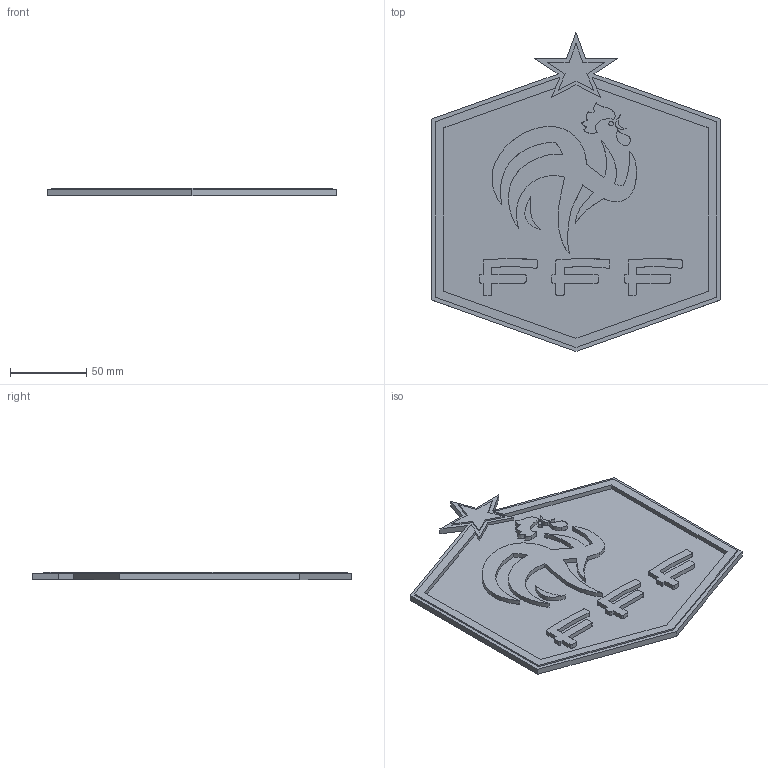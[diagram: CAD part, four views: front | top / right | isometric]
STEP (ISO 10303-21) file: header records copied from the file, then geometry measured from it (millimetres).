
FILE_DESCRIPTION((' '),'2;1');
FILE_NAME( 'France National Football Team.stp', '2017-08-23T19:39:37', (' '), ('--- Datakit www.datakit.com---'), ' Datakit CrossCadWare V2017.3 Jul 17 2017', 'DATAKIT 2017 (c)', ' ');
FILE_SCHEMA(('AP242_MANAGED_MODEL_BASED_3D_ENGINEERING_MIM_LF { 1 0 10303 442 1 1 4 }'));
Length unit declared in the file: millimetre
Products named in the file (1): France National Football Team
Bounding box: 189.6 x 209.42 x 5 mm (x, y, z)
Volume: 86417.1 mm3; surface area: 68156.8 mm2
Topology: 1 solids, 1 shells, 196 faces, 547 edges, 364 vertices
Faces by surface type: plane 104, extrusion 71, cylinder 21
Entity records: 8747 total; most frequent: CARTESIAN_POINT 3894, ORIENTED_EDGE 1094, DIRECTION 747, EDGE_CURVE 547, VECTOR 411, VERTEX_POINT 364, LINE 340, B_SPLINE_CURVE_WITH_KNOTS 236
